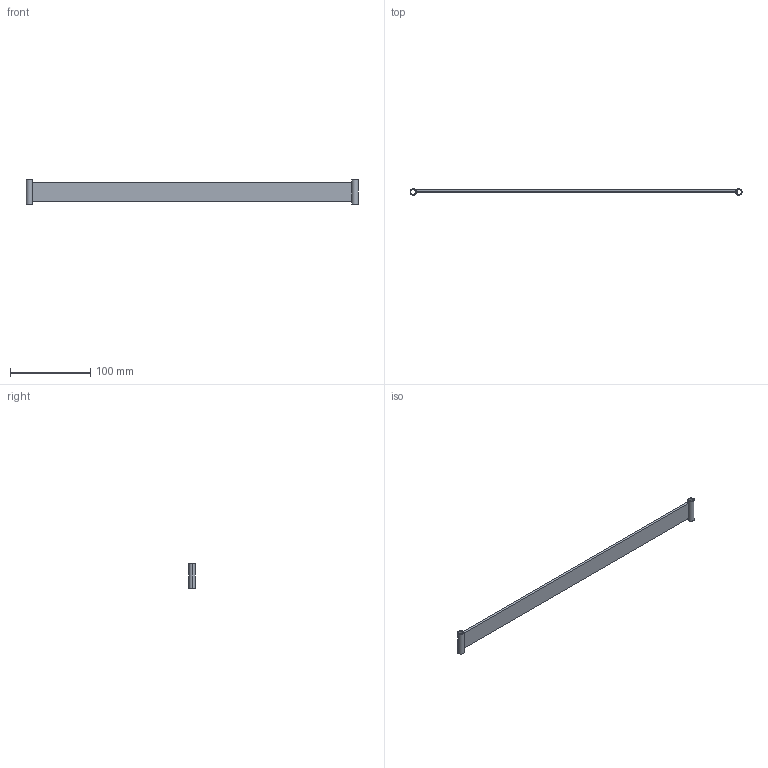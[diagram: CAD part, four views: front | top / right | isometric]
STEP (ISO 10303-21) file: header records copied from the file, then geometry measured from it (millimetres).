
FILE_DESCRIPTION (( 'STEP AP203' ), '1' );
FILE_NAME ('tige_Défaut_sldprt.STEP', '2023-05-23T16:53:08', ( '' ), ( '' ), 'SwSTEP 2.0', 'SolidWorks 2016', '' );
FILE_SCHEMA (( 'CONFIG_CONTROL_DESIGN' ));
Length unit declared in the file: millimetre
Products named in the file (1): tige_Défaut_sldprt
Bounding box: 414 x 8 x 30 mm (x, y, z)
Volume: 28917.8 mm3; surface area: 23515 mm2
Topology: 2 solids, 2 shells, 21 faces, 47 edges, 30 vertices
Faces by surface type: plane 13, cylinder 8
Entity records: 672 total; most frequent: DIRECTION 111, CARTESIAN_POINT 99, ORIENTED_EDGE 94, EDGE_CURVE 47, AXIS2_PLACEMENT_3D 42, VERTEX_POINT 30, VECTOR 27, LINE 27
